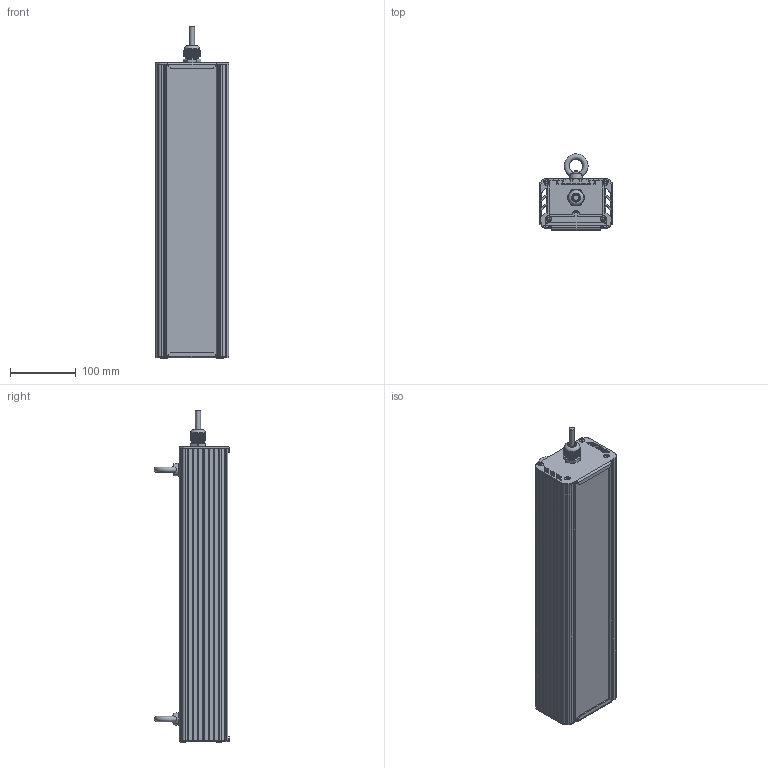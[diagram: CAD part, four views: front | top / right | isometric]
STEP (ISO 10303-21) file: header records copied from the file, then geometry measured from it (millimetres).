
FILE_DESCRIPTION(('STEP AP214'), '1');
FILE_NAME('001.0070.14.000 - ÃÑÏ-Ïðèìà-60', '2023-09-25T05:54:00', ('Ëóêîíèí Å Ï'), ('ÎÊÁ Ñâîé Ñòèëü'), 'C3D Converter', 'C3D Toolkit', '');
FILE_SCHEMA(('AUTOMOTIVE_DESIGN { 1 0 10303 214 3 1 1}'));
Length unit declared in the file: millimetre
Products named in the file (25): 001.0070.14.000; 001.0065.02.000
Assembly tree (50 placements, depth 4):
  001.0070.14.000
    (unnamed)
      (unnamed)
      (unnamed)
      (unnamed)  x4
      (unnamed)
      (unnamed)  x4
      (unnamed)
      (unnamed)
      (unnamed)
      (unnamed)  x6
        (unnamed)
        (unnamed)
        (unnamed)
        (unnamed)
        (unnamed)
        (unnamed)
        (unnamed)
        (unnamed)
        (unnamed)
      (unnamed)
        (unnamed)
    001.0065.02.000  x2
      (unnamed)
      (unnamed)
Bounding box: 112.19 x 115.4 x 506 mm (x, y, z)
Volume: 859808.5 mm3; surface area: 730188 mm2
Topology: 224 solids, 224 shells, 2936 faces, 7389 edges, 4989 vertices
Faces by surface type: plane 1891, cylinder 885, cone 100, bspline 29, sphere 18, torus 13
Full cylindrical faces by diameter (mm): 1 x18, 2 x12, 2.5 x24, 2.8 x150, 3.2 x18, 3.5 x30, 4 x8, 6 x2, 8 x8, 12 x1, 12.5 x1, 16 x1, 18.5 x3, 20 x1, 23.5 x1
Entity records: 98137 total; most frequent: CARTESIAN_POINT 44254, DIRECTION 7892, ORIENTED_EDGE 7852, EDGE_CURVE 3926, AXIS2_PLACEMENT_3D 2807, VERTEX_POINT 2702, COLOUR_RGB 2478, PRESENTATION_STYLE_ASSIGNMENT 2478
